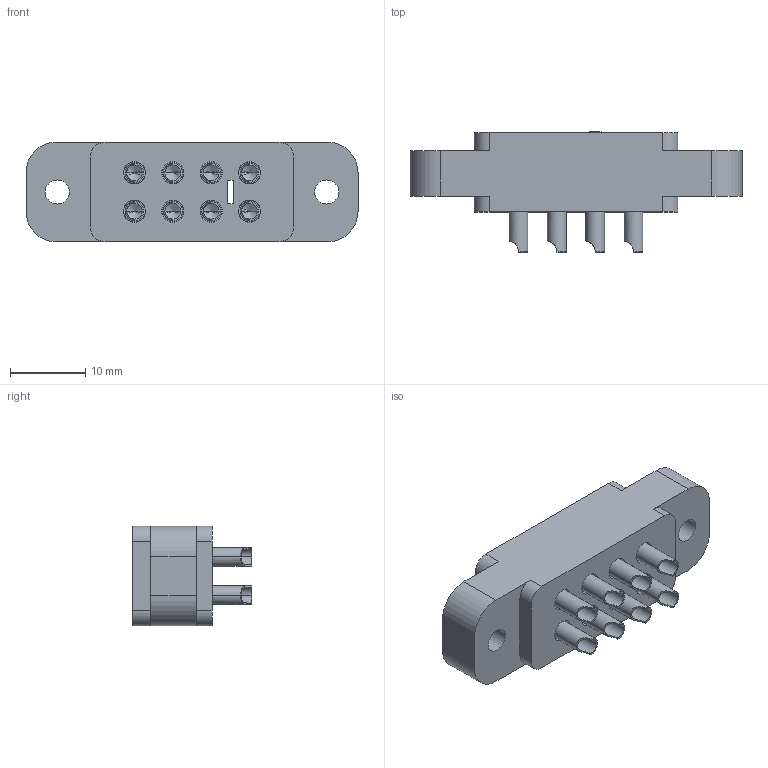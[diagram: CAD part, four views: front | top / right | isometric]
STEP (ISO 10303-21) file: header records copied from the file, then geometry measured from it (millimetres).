
FILE_DESCRIPTION((''),'2;1');
FILE_NAME('00150031702','2020-07-08T',('presta_be4'),(''),'CREO PARAMETRIC BY PTC INC, 2018360','CREO PARAMETRIC BY PTC INC, 2018360','');
FILE_SCHEMA(('CONFIG_CONTROL_DESIGN'));
Length unit declared in the file: millimetre
Products named in the file (1): 00150031702
Bounding box: 44 x 15.9 x 13.2 mm (x, y, z)
Volume: 4663.3 mm3; surface area: 4572.5 mm2
Topology: 9 solids, 9 shells, 795 faces, 2029 edges, 1272 vertices
Faces by surface type: plane 425, cylinder 172, cone 164, torus 34
Entity records: 25047 total; most frequent: CARTESIAN_POINT 5998, ORIENTED_EDGE 3994, DIRECTION 3909, EDGE_CURVE 1997, AXIS2_PLACEMENT_3D 1419, VERTEX_POINT 1272, VECTOR 1071, LINE 1071
